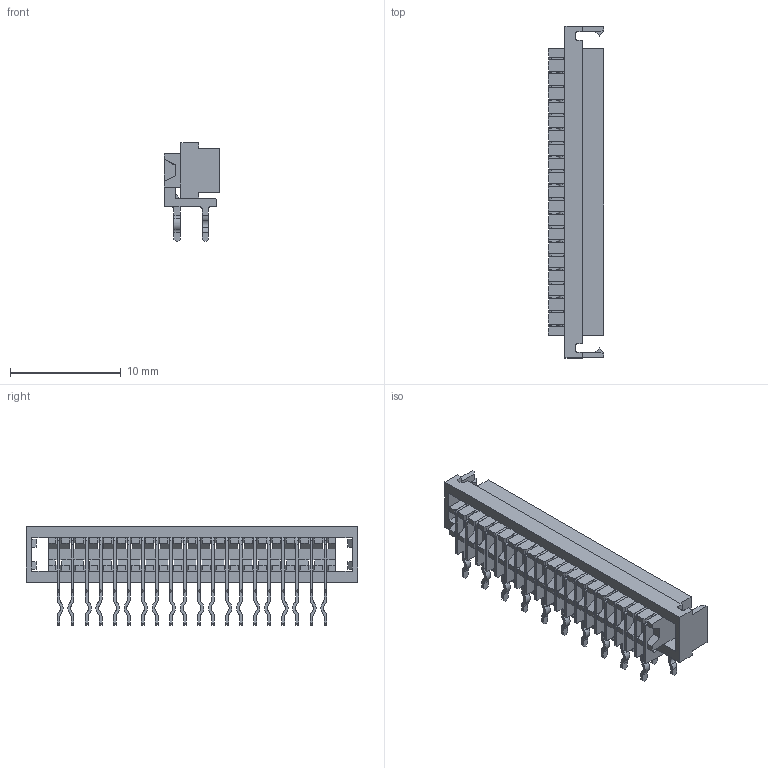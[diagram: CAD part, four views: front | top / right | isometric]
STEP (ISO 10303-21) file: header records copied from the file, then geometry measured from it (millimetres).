
FILE_DESCRIPTION(/* description */ ('Unknown'),/* implementation_level */ '2;1');
FILE_NAME(/* name */ 'J_Wurth_WR-MM_690368192072',/* time_stamp */ '2025-05-08T15:32:26+08:00',/* author */ ('Unknown'),/* organization */ ('Unknown'),/* preprocessor_version */ 'ST-DEVELOPER v19.4',/* originating_system */ 'Solid Edge',/* authorisation */ 'Unknown');
FILE_SCHEMA (('AUTOMOTIVE_DESIGN {1 0 10303 214 3 1 1}'));
Length unit declared in the file: millimetre
Products named in the file (2): J_Wurth_WR-MM_690368192072
Assembly tree (1 placements, depth 2):
  J_Wurth_WR-MM_690368192072
    J_Wurth_WR-MM_690368192072
Bounding box: 5 x 30 x 8.9 mm (x, y, z)
Volume: 509.5 mm3; surface area: 1964.7 mm2
Topology: 21 solids, 21 shells, 1863 faces, 5368 edges, 3524 vertices
Faces by surface type: plane 1325, cylinder 538
Entity records: 60964 total; most frequent: CARTESIAN_POINT 10757, ORIENTED_EDGE 10736, DIRECTION 10174, EDGE_CURVE 5368, LINE 4292, VECTOR 4292, VERTEX_POINT 3524, AXIS2_PLACEMENT_3D 2941
